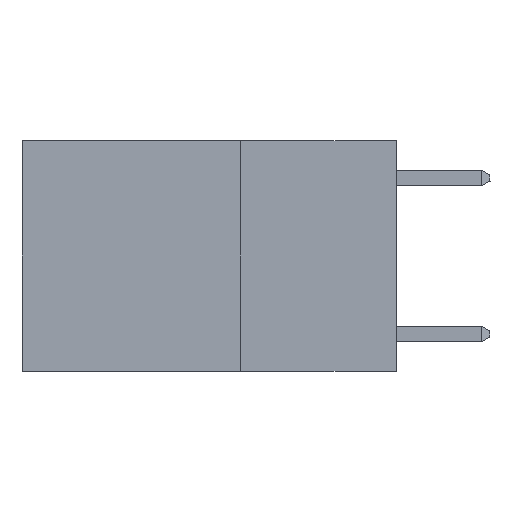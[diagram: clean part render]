
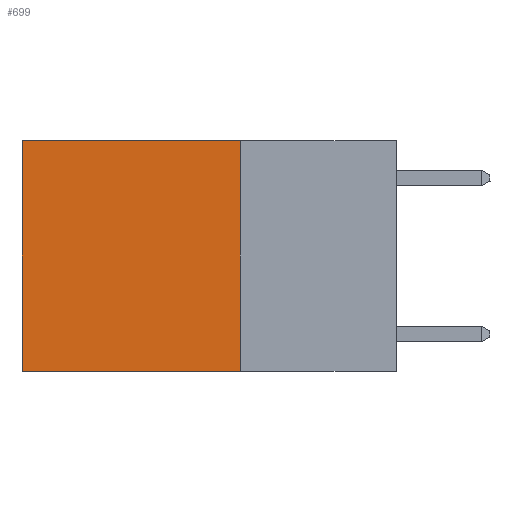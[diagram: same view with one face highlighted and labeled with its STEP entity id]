
A CAD part, left-side view. The second image highlights one B-rep face of the part: STEP entity #699.
In plain terms, the highlighted planar face has unit normal (-1, 0, 0).
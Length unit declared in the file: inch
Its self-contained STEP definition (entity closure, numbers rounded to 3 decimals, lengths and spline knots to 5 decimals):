
#371 = ORIENTED_EDGE ( 'NONE', *, *, #9410, .F. ) ;
#699 = ADVANCED_FACE ( 'NONE', ( #14356 ), #6730, .F. ) ;
#2717 = DIRECTION ( 'NONE',  ( 0., 1., 0. ) ) ;
#2858 = DIRECTION ( 'NONE',  ( 1., 0., 0. ) ) ;
#3746 = CARTESIAN_POINT ( 'NONE',  ( 0.2625, 0.25, -0.37 ) ) ;
#4184 = DIRECTION ( 'NONE',  ( 0., 0., -1. ) ) ;
#4351 = LINE ( 'NONE', #7991, #17471 ) ;
#5128 = VECTOR ( 'NONE', #10986, 39.37008 ) ;
#6666 = AXIS2_PLACEMENT_3D ( 'NONE', #8881, #2858, #4184 ) ;
#6730 = PLANE ( 'NONE',  #6666 ) ;
#7275 = VECTOR ( 'NONE', #10991, 39.37008 ) ;
#7991 = CARTESIAN_POINT ( 'NONE',  ( 0.2625, 0.6, 0. ) ) ;
#8881 = CARTESIAN_POINT ( 'NONE',  ( 0.2625, 0.25, 0. ) ) ;
#9324 = CARTESIAN_POINT ( 'NONE',  ( 0.2625, 0.25, 0. ) ) ;
#9339 = VERTEX_POINT ( 'NONE', #3746 ) ;
#9410 = EDGE_CURVE ( 'NONE', #17949, #9339, #21434, .T. ) ;
#10743 = EDGE_CURVE ( 'NONE', #9339, #19975, #24384, .T. ) ;
#10986 = DIRECTION ( 'NONE',  ( 0., 1., 0. ) ) ;
#10991 = DIRECTION ( 'NONE',  ( 0., 0., -1. ) ) ;
#11933 = EDGE_LOOP ( 'NONE', ( #15962, #23178, #371, #21517 ) ) ;
#11998 = EDGE_CURVE ( 'NONE', #24590, #19975, #4351, .T. ) ;
#14286 = CARTESIAN_POINT ( 'NONE',  ( 0.2625, 0.25, 0. ) ) ;
#14356 = FACE_OUTER_BOUND ( 'NONE', #11933, .T. ) ;
#14995 = EDGE_CURVE ( 'NONE', #17949, #24590, #20131, .T. ) ;
#15483 = CARTESIAN_POINT ( 'NONE',  ( 0.2625, 0.25, -0.37 ) ) ;
#15886 = CARTESIAN_POINT ( 'NONE',  ( 0.2625, 0.6, 0. ) ) ;
#15962 = ORIENTED_EDGE ( 'NONE', *, *, #11998, .T. ) ;
#17471 = VECTOR ( 'NONE', #27071, 39.37008 ) ;
#17506 = CARTESIAN_POINT ( 'NONE',  ( 0.2625, 0.25, 0. ) ) ;
#17949 = VERTEX_POINT ( 'NONE', #14286 ) ;
#19975 = VERTEX_POINT ( 'NONE', #23000 ) ;
#20131 = LINE ( 'NONE', #9324, #22338 ) ;
#21434 = LINE ( 'NONE', #17506, #7275 ) ;
#21517 = ORIENTED_EDGE ( 'NONE', *, *, #14995, .T. ) ;
#22338 = VECTOR ( 'NONE', #2717, 39.37008 ) ;
#23000 = CARTESIAN_POINT ( 'NONE',  ( 0.2625, 0.6, -0.37 ) ) ;
#23178 = ORIENTED_EDGE ( 'NONE', *, *, #10743, .F. ) ;
#24384 = LINE ( 'NONE', #15483, #5128 ) ;
#24590 = VERTEX_POINT ( 'NONE', #15886 ) ;
#27071 = DIRECTION ( 'NONE',  ( 0., 0., -1. ) ) ;
